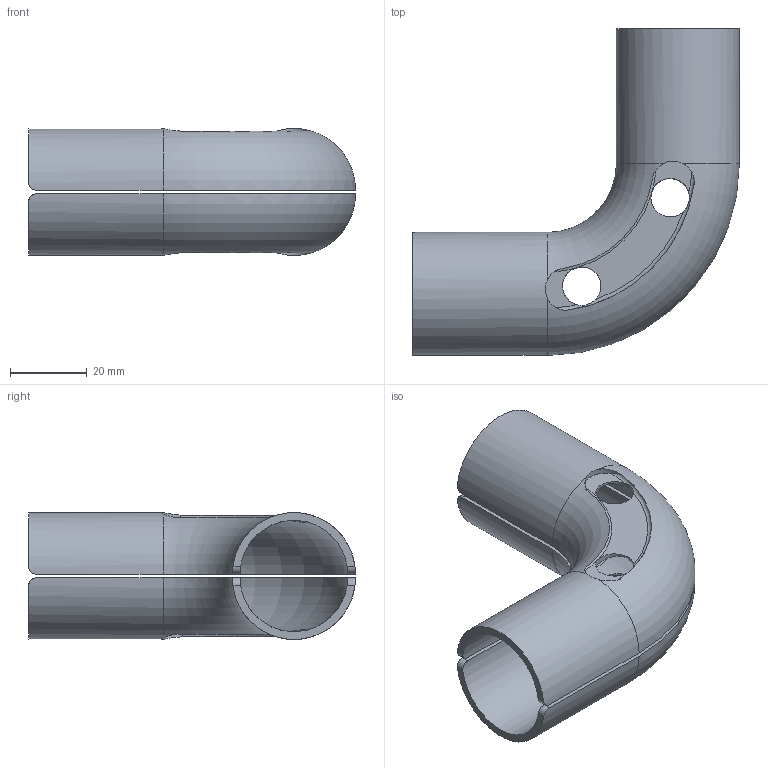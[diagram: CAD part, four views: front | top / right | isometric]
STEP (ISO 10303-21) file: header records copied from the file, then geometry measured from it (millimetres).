
FILE_DESCRIPTION((''),'2;1');
FILE_NAME('86128.stp','2021-03-01T12:26:57',('arma03'),(''),'Autodesk Inventor 2013','Autodesk Inventor 2013','');
FILE_SCHEMA(('AUTOMOTIVE_DESIGN { 1 0 10303 214 1 1 1 1 }'));
Length unit declared in the file: millimetre
Products named in the file (3): 86128; 86128-I; 86128-I_1
Assembly tree (2 placements, depth 2):
  86128
    86128-I
    86128-I_1
Bounding box: 85 x 85 x 33 mm (x, y, z)
Volume: 21709.2 mm3; surface area: 24200.3 mm2
Topology: 2 solids, 2 shells, 46 faces, 138 edges, 94 vertices
Faces by surface type: cylinder 26, plane 12, torus 8
Full cylindrical faces by diameter (mm): 10 x4
Entity records: 2026 total; most frequent: CARTESIAN_POINT 763, ORIENTED_EDGE 260, DIRECTION 238, EDGE_CURVE 130, AXIS2_PLACEMENT_3D 101, VERTEX_POINT 90, EDGE_LOOP 56, CIRCLE 50
